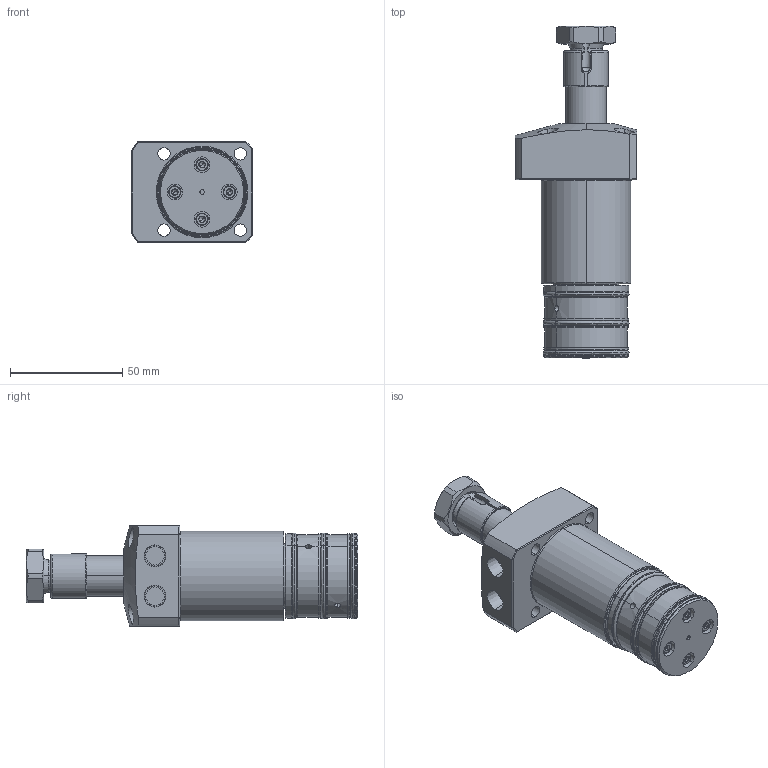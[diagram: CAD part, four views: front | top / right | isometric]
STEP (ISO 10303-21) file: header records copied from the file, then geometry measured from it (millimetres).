
FILE_DESCRIPTION (( 'STEP AP203' ), '1' );
FILE_NAME ('LHA0400-SRM.STEP', '2019-09-24T02:34:46', ( '微软用户' ), ( '微软中国' ), 'SwSTEP 2.0', 'SolidWorks 2012', '' );
FILE_SCHEMA (( 'CONFIG_CONTROL_DESIGN' ));
Length unit declared in the file: millimetre
Products named in the file (9): LHA0400-SRM; 6妏寠晅无倌_M3(30); LHA0400-玅帡椔溹; LHA0400-簸忣諍匏_; LHA0400-ů_; LHA0400-楓羔_DM); LHA0400-D菛巍; LHA0400-咂衝椳紕_蹬怮椔); LHA0400-槭暌滀S(蹬怮椔)_1
Assembly tree (11 placements, depth 2):
  LHA0400-SRM
    LHA0400-槭暌滀S(蹬怮椔)_1
    LHA0400-咂衝椳紕_蹬怮椔)
    LHA0400-D菛巍
    LHA0400-楓羔_DM)
    LHA0400-ů_
    LHA0400-簸忣諍匏_
    LHA0400-玅帡椔溹
    6妏寠晅无倌_M3(30)  x4
Bounding box: 54 x 148 x 45 mm (x, y, z)
Volume: 160276.6 mm3; surface area: 40342.4 mm2
Topology: 14 solids, 14 shells, 462 faces, 1012 edges, 601 vertices
Faces by surface type: plane 150, cylinder 143, cone 105, bspline 64
Entity records: 15046 total; most frequent: CARTESIAN_POINT 5992, DIRECTION 1707, ORIENTED_EDGE 1656, EDGE_CURVE 828, AXIS2_PLACEMENT_3D 716, VERTEX_POINT 514, EDGE_LOOP 428, CIRCLE 400
